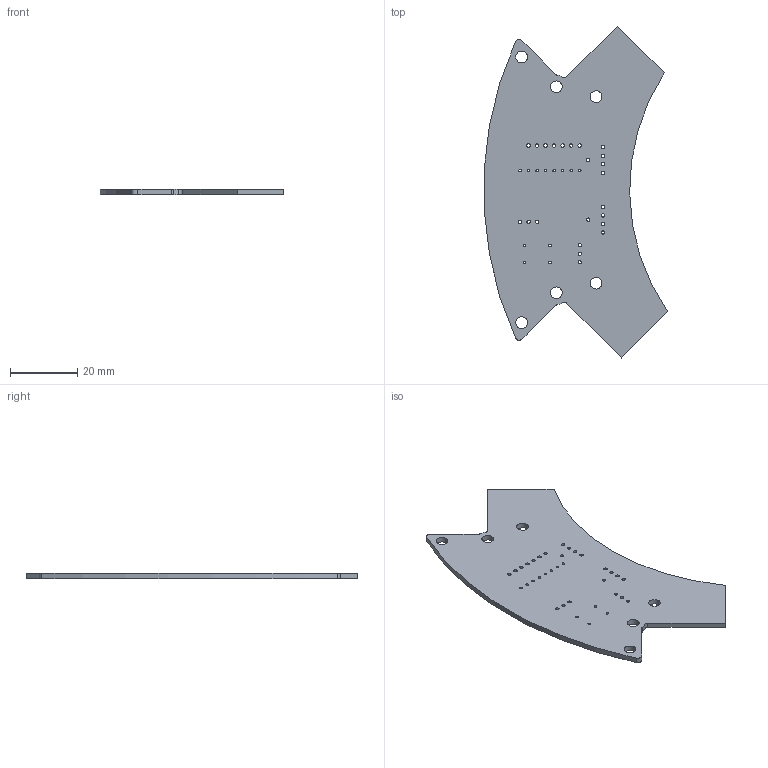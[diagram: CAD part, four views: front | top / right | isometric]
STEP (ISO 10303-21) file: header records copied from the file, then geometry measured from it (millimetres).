
FILE_DESCRIPTION(('KiCad electronic assembly'),'2;1');
FILE_NAME('Left_plate.step','2024-08-13T22:00:56',('Pcbnew'),('Kicad'), 'Open CASCADE STEP processor 7.6','KiCad to STEP converter','Unknown' );
FILE_SCHEMA(('AUTOMOTIVE_DESIGN { 1 0 10303 214 1 1 1 1 }'));
Length unit declared in the file: millimetre
Products named in the file (2): Left_plate 1; Left_plate PCB
Assembly tree (1 placements, depth 2):
  Left_plate 1
    Left_plate PCB
Bounding box: 54.64 x 98.91 x 1.6 mm (x, y, z)
Volume: 5811.8 mm3; surface area: 7996.4 mm2
Topology: 1 solids, 1 shells, 59 faces, 171 edges, 114 vertices
Faces by surface type: cylinder 51, plane 8
Full cylindrical faces by diameter (mm): 0.762 x12, 1 x23, 3.5 x6
Entity records: 4747 total; most frequent: CARTESIAN_POINT 1300, DIRECTION 635, ORIENTED_EDGE 342, PCURVE 342, DEFINITIONAL_REPRESENTATION 342, LINE 309, VECTOR 309, EDGE_CURVE 171
